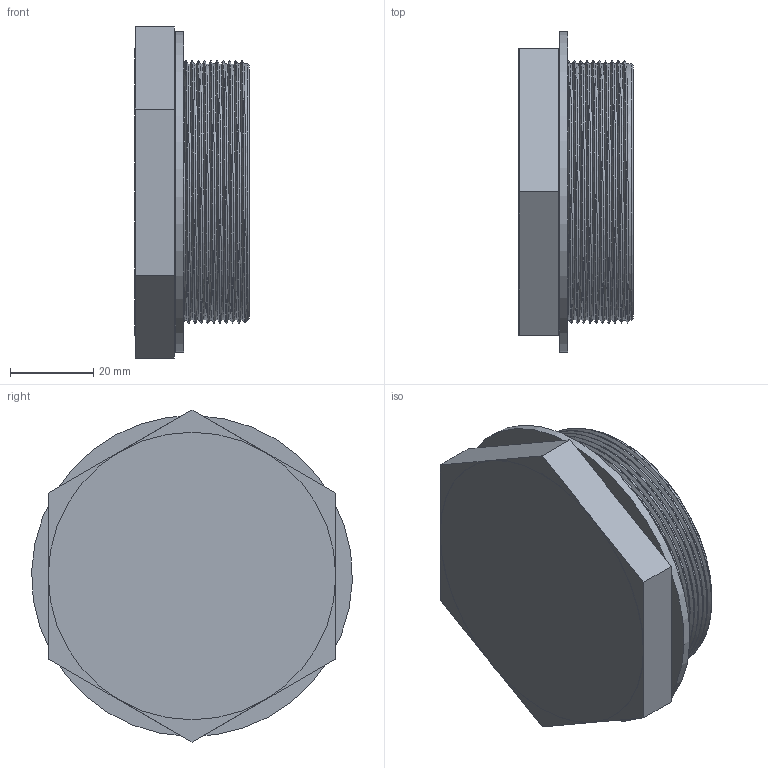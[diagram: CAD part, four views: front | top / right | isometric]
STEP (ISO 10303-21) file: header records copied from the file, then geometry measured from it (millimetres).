
FILE_DESCRIPTION(/* description */ ('Verschlusschraube HI sechskant Ex M63'),/* implementation_level */ '2;1');
FILE_NAME(/* name */ '83007563X3HI-RST.stp',/* time_stamp */ '2021-03-29T08:48:29+02:00',/* author */ ('sl'),/* organization */ (''),/* preprocessor_version */ 'ST-DEVELOPER v16.5',/* originating_system */ 'Autodesk Inventor 2017',/* authorisation */ '');
FILE_SCHEMA (('AUTOMOTIVE_DESIGN { 1 0 10303 214 3 1 1 }'));
Length unit declared in the file: millimetre
Products named in the file (3): 83007563X3HI; 83007563X3HI_1; 83007563X3HI_2
Assembly tree (2 placements, depth 2):
  83007563X3HI
    83007563X3HI_1
    83007563X3HI_2
Bounding box: 27.5 x 76.97 x 79.67 mm (x, y, z)
Volume: 48847.2 mm3; surface area: 23566.4 mm2
Topology: 2 solids, 2 shells, 49 faces, 111 edges, 70 vertices
Faces by surface type: cylinder 22, plane 22, bspline 2, torus 2, cone 1
Full cylindrical faces by diameter (mm): 52 x1, 61.478 x10, 63 x1, 65.3 x1, 65.9 x1, 66.9 x1, 67.5 x1, 69 x1, 77 x1
Entity records: 2946 total; most frequent: CARTESIAN_POINT 2096, DIRECTION 162, ORIENTED_EDGE 132, EDGE_CURVE 66, AXIS2_PLACEMENT_3D 66, EDGE_LOOP 57, VERTEX_POINT 47, FACE_OUTER_BOUND 39
